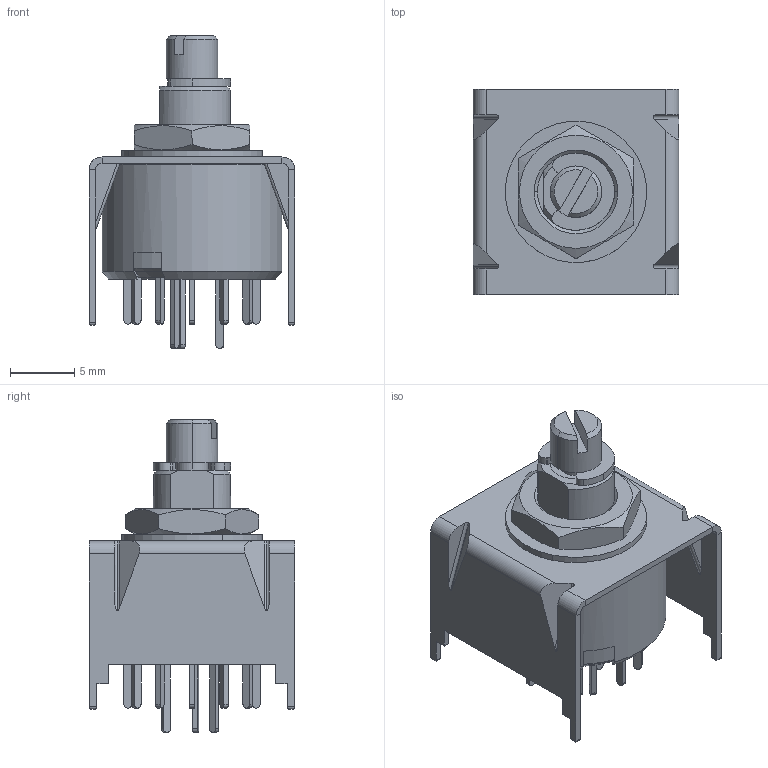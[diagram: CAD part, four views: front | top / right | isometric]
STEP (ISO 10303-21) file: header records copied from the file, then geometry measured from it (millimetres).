
FILE_DESCRIPTION (( 'STEP AP203' ), '1' );
FILE_NAME ('4ﾏ3ﾍ 21-0.STEP', '2020-02-18T02:36:37', ( '' ), ( '' ), 'SwSTEP 2.0', 'SolidWorks 2017', '' );
FILE_SCHEMA (( 'CONFIG_CONTROL_DESIGN' ));
Length unit declared in the file: millimetre
Products named in the file (29): ﾔﾈﾌﾄ-ﾝ.18.34 ﾂ琿_21; ÌÏÍ3 10Ï âûâîä-oa7; ÔÈÌÄ.758491.005 Øàéáà-ïðîêëàäêà; ÌÏÍ3 Êîíòàêò íà 180; ÌÏÍ3 Ïðóæèíêà Ô ïðÿìàÿ; �����_4�3�; ÌÏÍ3 ðîòîð 4Í; 4ﾏ3ﾍ 21-0; ÌÏÍ3 10Ï îñíîâàíèå; 匀棠.754175.002 暑朦鲱 箫腩蝽栩咫铄; 扻錪犩 諘瀁謺鍷; Ãàéêà Ì6; 扻豵鵨; ÔÈÌÄ-Ý.18.27 Óçåë ôèêñàöèè; Øàéáà êîíòð. Ì6; ﾔﾈﾌﾄ.745328.001 ﾊ煇鳫
Assembly tree (27 placements, depth 3):
  ÌÏÍ3 Ïðóæèíêà Ô ïðÿìàÿ
  ÌÏÍ3 ðîòîð 4Í
  4ﾏ3ﾍ 21-0
    ÔÈÌÄ-Ý.18.27 Óçåë ôèêñàöèè
      扻豵鵨
      扻錪犩 諘瀁謺鍷
      匀棠.754175.002 暑朦鲱 箫腩蝽栩咫铄  x2
    �����_4�3�
      ÌÏÍ3 Êîíòàêò íà 180
      ÌÏÍ3 10Ï âûâîä-oa7
      ÌÏÍ3 10Ï îñíîâàíèå
      ÌÏÍ3 10Ï âûâîä-oa7
      ÌÏÍ3 10Ï âûâîä-oa7
      ÌÏÍ3 10Ï âûâîä-oa7
      ÌÏÍ3 10Ï âûâîä-oa7
      ÌÏÍ3 10Ï âûâîä-oa7
      ÌÏÍ3 10Ï âûâîä-oa7
      ÌÏÍ3 10Ï âûâîä-oa7
      ÌÏÍ3 10Ï âûâîä-oa7
      ÌÏÍ3 10Ï âûâîä-oa7
      ÌÏÍ3 10Ï âûâîä-oa7
      ÌÏÍ3 10Ï âûâîä-oa7
      ÌÏÍ3 Êîíòàêò íà 180
      ÌÏÍ3 Êîíòàêò íà 180
    ﾔﾈﾌﾄ-ﾝ.18.34 ﾂ琿_21
    ﾔﾈﾌﾄ.745328.001 ﾊ煇鳫
    ÔÈÌÄ.758491.005 Øàéáà-ïðîêëàäêà
    Øàéáà êîíòð. Ì6
    Ãàéêà Ì6
Bounding box: 16 x 16 x 24.35 mm (x, y, z)
Volume: 1105.1 mm3; surface area: 3836.2 mm2
Topology: 25 solids, 25 shells, 510 faces, 1227 edges, 787 vertices
Faces by surface type: plane 286, cylinder 146, bspline 50, cone 28
Entity records: 18670 total; most frequent: CARTESIAN_POINT 4074, ORIENTED_EDGE 2438, DIRECTION 2287, EDGE_CURVE 1219, LINE 791, VECTOR 791, VERTEX_POINT 783, AXIS2_PLACEMENT_3D 748
